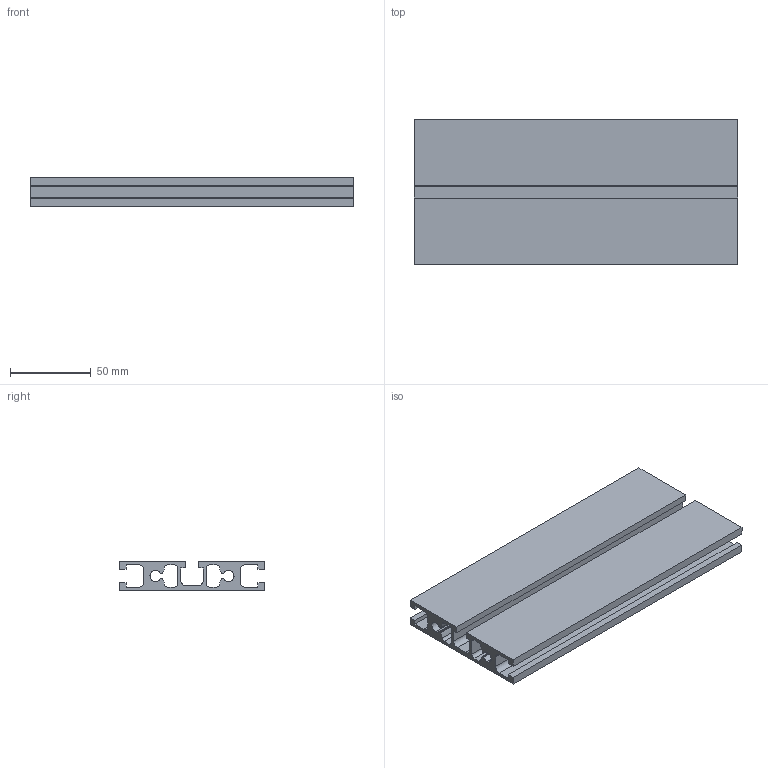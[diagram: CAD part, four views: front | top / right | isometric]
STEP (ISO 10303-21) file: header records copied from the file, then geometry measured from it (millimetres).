
FILE_DESCRIPTION (( 'STEP AP203' ), '1' );
FILE_NAME ('1.01.02.0128-profilo -alluminio-3D-18x90-3C.STEP', '2018-11-27T15:23:50', ( '' ), ( '' ), 'SwSTEP 2.0', 'SolidWorks 2018', '' );
FILE_SCHEMA (( 'CONFIG_CONTROL_DESIGN' ));
Length unit declared in the file: millimetre
Products named in the file (1): 1.01.02.0128-profilo -alluminio-3D-18x90-3C
Bounding box: 200 x 90 x 18.5 mm (x, y, z)
Volume: 160723.6 mm3; surface area: 91728 mm2
Topology: 1 solids, 1 shells, 72 faces, 210 edges, 140 vertices
Faces by surface type: plane 40, cylinder 32
Entity records: 2483 total; most frequent: CARTESIAN_POINT 423, ORIENTED_EDGE 420, DIRECTION 420, EDGE_CURVE 210, VECTOR 146, LINE 146, VERTEX_POINT 140, AXIS2_PLACEMENT_3D 137
